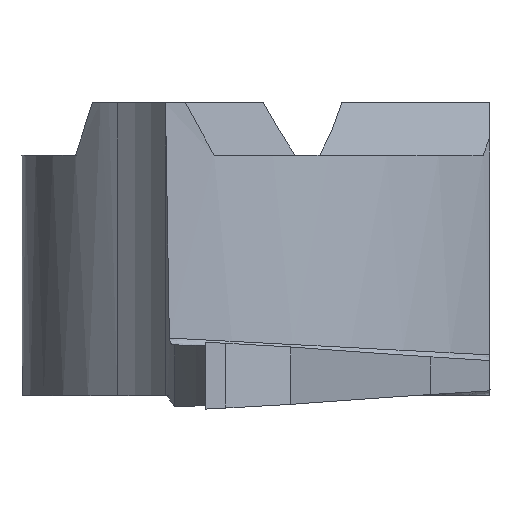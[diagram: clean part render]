
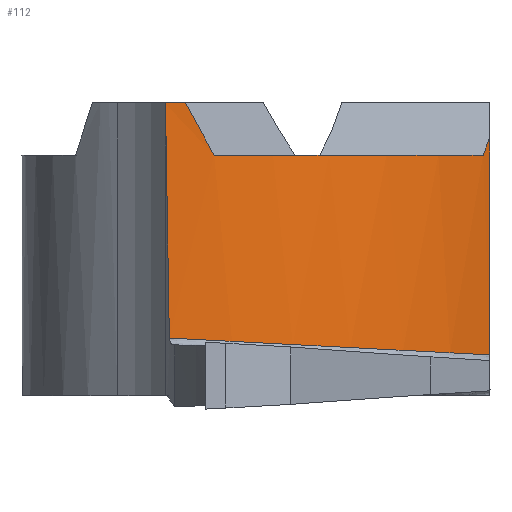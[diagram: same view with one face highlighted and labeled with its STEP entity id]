
A CAD part, left-side view. The second image highlights one B-rep face of the part: STEP entity #112.
In plain terms, the highlighted free-form (B-spline) face has degree [1, 3] with [2, 4] control points.
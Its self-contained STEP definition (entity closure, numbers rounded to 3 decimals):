
#44=(
BOUNDED_SURFACE()
B_SPLINE_SURFACE(1,3,((#1415,#1416,#1417,#1418),(#1419,#1420,#1421,#1422)),
 .UNSPECIFIED.,.F.,.F.,.F.)
B_SPLINE_SURFACE_WITH_KNOTS((2,2),(4,4),(0.,1.),(0.,1.),.UNSPECIFIED.)
GEOMETRIC_REPRESENTATION_ITEM()
RATIONAL_B_SPLINE_SURFACE(((1.,0.928,0.928,1.),
(1.,0.928,0.928,1.)))
REPRESENTATION_ITEM('')
SURFACE()
);
#112=ADVANCED_FACE('',(#159),#44,.F.);
#159=FACE_OUTER_BOUND('',#199,.T.);
#199=EDGE_LOOP('',(#429,#430,#431,#432,#433,#434,#435,#436));
#220=LINE('',#1092,#255);
#255=VECTOR('',#857,1.);
#429=ORIENTED_EDGE('',*,*,#579,.F.);
#430=ORIENTED_EDGE('',*,*,#638,.T.);
#431=ORIENTED_EDGE('',*,*,#636,.F.);
#432=ORIENTED_EDGE('',*,*,#612,.T.);
#433=ORIENTED_EDGE('',*,*,#625,.T.);
#434=ORIENTED_EDGE('',*,*,#619,.T.);
#435=ORIENTED_EDGE('',*,*,#591,.T.);
#436=ORIENTED_EDGE('',*,*,#586,.F.);
#509=VERTEX_POINT('',#1090);
#511=VERTEX_POINT('',#1093);
#517=VERTEX_POINT('',#1121);
#520=VERTEX_POINT('',#1133);
#532=VERTEX_POINT('',#1197);
#533=VERTEX_POINT('',#1210);
#538=VERTEX_POINT('',#1267);
#543=VERTEX_POINT('',#1354);
#579=EDGE_CURVE('',#509,#511,#220,.T.);
#586=EDGE_CURVE('',#511,#517,#693,.T.);
#591=EDGE_CURVE('',#520,#517,#694,.T.);
#612=EDGE_CURVE('',#533,#532,#697,.T.);
#619=EDGE_CURVE('',#538,#520,#702,.T.);
#625=EDGE_CURVE('',#532,#538,#705,.T.);
#636=EDGE_CURVE('',#533,#543,#683,.T.);
#638=EDGE_CURVE('',#509,#543,#709,.T.);
#683=CIRCLE('',#803,6.218);
#693=B_SPLINE_CURVE_WITH_KNOTS('',3,(#1117,#1118,#1119,#1120),
 .UNSPECIFIED.,.F.,.F.,(4,4),(0.,1.),.UNSPECIFIED.);
#694=B_SPLINE_CURVE_WITH_KNOTS('',3,(#1129,#1130,#1131,#1132),
 .UNSPECIFIED.,.F.,.F.,(4,4),(0.,1.),.UNSPECIFIED.);
#697=B_SPLINE_CURVE_WITH_KNOTS('',3,(#1198,#1199,#1200,#1201,#1202,#1203,
#1204,#1205,#1206,#1207,#1208,#1209),.UNSPECIFIED.,.F.,.F.,(4,2,2,2,2,4),
(0.,0.233,0.466,0.699,0.927,
1.),.UNSPECIFIED.);
#702=B_SPLINE_CURVE_WITH_KNOTS('',3,(#1263,#1264,#1265,#1266),
 .UNSPECIFIED.,.F.,.F.,(4,4),(0.,1.),.UNSPECIFIED.);
#705=B_SPLINE_CURVE_WITH_KNOTS('',3,(#1305,#1306,#1307,#1308),
 .UNSPECIFIED.,.F.,.F.,(4,4),(0.,1.),.UNSPECIFIED.);
#709=B_SPLINE_CURVE_WITH_KNOTS('',3,(#1399,#1400,#1401,#1402,#1403,#1404,
#1405,#1406,#1407,#1408,#1409,#1410,#1411,#1412,#1413,#1414),
 .UNSPECIFIED.,.F.,.F.,(4,2,2,2,2,2,2,4),(0.,0.138,0.281,
0.424,0.567,0.709,0.855,
1.),.UNSPECIFIED.);
#803=AXIS2_PLACEMENT_3D('',#1353,#949,#950);
#857=DIRECTION('',(0.022,0.015,1.));
#949=DIRECTION('',(0.,0.052,-0.999));
#950=DIRECTION('',(0.,0.999,0.052));
#1090=CARTESIAN_POINT('',(-3.573,1.354,0.765));
#1092=CARTESIAN_POINT('',(-3.572,1.354,0.773));
#1093=CARTESIAN_POINT('',(-3.572,1.354,0.78));
#1117=CARTESIAN_POINT('',(-3.572,1.354,0.78));
#1118=CARTESIAN_POINT('',(-3.571,1.256,0.78));
#1119=CARTESIAN_POINT('',(-3.568,1.157,0.78));
#1120=CARTESIAN_POINT('',(-3.562,1.058,0.78));
#1121=CARTESIAN_POINT('',(-3.562,1.058,0.78));
#1129=CARTESIAN_POINT('',(-3.534,0.626,0.));
#1130=CARTESIAN_POINT('',(-3.55,0.773,0.258));
#1131=CARTESIAN_POINT('',(-3.559,0.917,0.518));
#1132=CARTESIAN_POINT('',(-3.562,1.058,0.78));
#1133=CARTESIAN_POINT('',(-3.534,0.626,0.));
#1197=CARTESIAN_POINT('',(-1.1,-3.5,0.271));
#1198=CARTESIAN_POINT('',(-0.996,-3.5,-2.989));
#1199=CARTESIAN_POINT('',(-1.004,-3.5,-2.736));
#1200=CARTESIAN_POINT('',(-1.012,-3.5,-2.483));
#1201=CARTESIAN_POINT('',(-1.028,-3.5,-1.977));
#1202=CARTESIAN_POINT('',(-1.036,-3.5,-1.724));
#1203=CARTESIAN_POINT('',(-1.053,-3.5,-1.217));
#1204=CARTESIAN_POINT('',(-1.061,-3.5,-0.964));
#1205=CARTESIAN_POINT('',(-1.077,-3.5,-0.463));
#1206=CARTESIAN_POINT('',(-1.085,-3.5,-0.215));
#1207=CARTESIAN_POINT('',(-1.095,-3.5,0.112));
#1208=CARTESIAN_POINT('',(-1.097,-3.5,0.192));
#1209=CARTESIAN_POINT('',(-1.1,-3.5,0.271));
#1210=CARTESIAN_POINT('',(-0.996,-3.5,-2.989));
#1263=CARTESIAN_POINT('',(-1.225,-3.398,0.));
#1264=CARTESIAN_POINT('',(-2.483,-2.414,0.));
#1265=CARTESIAN_POINT('',(-3.319,-0.957,0.));
#1266=CARTESIAN_POINT('',(-3.534,0.626,0.));
#1267=CARTESIAN_POINT('',(-1.225,-3.398,0.));
#1305=CARTESIAN_POINT('',(-1.1,-3.5,0.271));
#1306=CARTESIAN_POINT('',(-1.142,-3.467,0.18));
#1307=CARTESIAN_POINT('',(-1.183,-3.433,0.09));
#1308=CARTESIAN_POINT('',(-1.225,-3.398,0.));
#1353=CARTESIAN_POINT('',(2.562,1.592,-2.722));
#1354=CARTESIAN_POINT('',(-3.649,1.296,-2.738));
#1399=CARTESIAN_POINT('',(-3.573,1.354,0.765));
#1400=CARTESIAN_POINT('',(-3.576,1.351,0.604));
#1401=CARTESIAN_POINT('',(-3.58,1.349,0.442));
#1402=CARTESIAN_POINT('',(-3.587,1.343,0.114));
#1403=CARTESIAN_POINT('',(-3.591,1.34,-0.053));
#1404=CARTESIAN_POINT('',(-3.598,1.334,-0.386));
#1405=CARTESIAN_POINT('',(-3.602,1.332,-0.553));
#1406=CARTESIAN_POINT('',(-3.609,1.326,-0.886));
#1407=CARTESIAN_POINT('',(-3.613,1.323,-1.053));
#1408=CARTESIAN_POINT('',(-3.62,1.318,-1.386));
#1409=CARTESIAN_POINT('',(-3.623,1.315,-1.552));
#1410=CARTESIAN_POINT('',(-3.631,1.31,-1.889));
#1411=CARTESIAN_POINT('',(-3.634,1.307,-2.059));
#1412=CARTESIAN_POINT('',(-3.641,1.302,-2.398));
#1413=CARTESIAN_POINT('',(-3.645,1.299,-2.568));
#1414=CARTESIAN_POINT('',(-3.649,1.296,-2.738));
#1415=CARTESIAN_POINT('',(-1.063,-3.534,0.561));
#1416=CARTESIAN_POINT('',(-2.665,-2.362,0.622));
#1417=CARTESIAN_POINT('',(-3.566,-0.595,0.715));
#1418=CARTESIAN_POINT('',(-3.572,1.388,0.819));
#1419=CARTESIAN_POINT('',(-0.967,-3.52,-2.99));
#1420=CARTESIAN_POINT('',(-2.625,-2.379,-2.93));
#1421=CARTESIAN_POINT('',(-3.589,-0.614,-2.838));
#1422=CARTESIAN_POINT('',(-3.653,1.396,-2.733));
